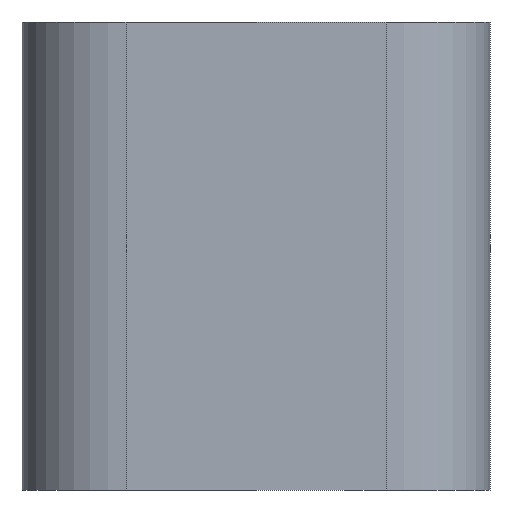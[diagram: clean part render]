
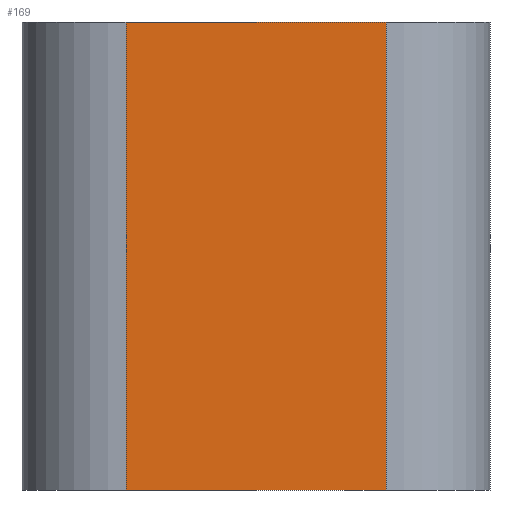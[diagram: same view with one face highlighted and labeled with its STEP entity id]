
A CAD part, front view. The second image highlights one B-rep face of the part: STEP entity #169.
In plain terms, the highlighted planar face has unit normal (0, -1, 0).
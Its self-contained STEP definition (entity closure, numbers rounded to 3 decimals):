
#9 = VECTOR ( 'NONE', #208, 1000. ) ;
#22 = LINE ( 'NONE', #264, #9 ) ;
#34 = VERTEX_POINT ( 'NONE', #184 ) ;
#50 = DIRECTION ( 'NONE',  ( 1., 0., 0. ) ) ;
#62 = EDGE_LOOP ( 'NONE', ( #423, #271, #410, #413 ) ) ;
#72 = CARTESIAN_POINT ( 'NONE',  ( -5., -4., 18. ) ) ;
#81 = VECTOR ( 'NONE', #50, 1000. ) ;
#85 = CARTESIAN_POINT ( 'NONE',  ( 5., -4., 0. ) ) ;
#99 = LINE ( 'NONE', #72, #81 ) ;
#122 = CARTESIAN_POINT ( 'NONE',  ( -5., -4., 18. ) ) ;
#124 = DIRECTION ( 'NONE',  ( 0., 0., -1. ) ) ;
#134 = FACE_OUTER_BOUND ( 'NONE', #62, .T. ) ;
#136 = CARTESIAN_POINT ( 'NONE',  ( 5., -4., 18. ) ) ;
#145 = CARTESIAN_POINT ( 'NONE',  ( -5., -4., 0. ) ) ;
#169 = ADVANCED_FACE ( 'NONE', ( #134 ), #282, .F. ) ;
#184 = CARTESIAN_POINT ( 'NONE',  ( -5., -4., 18. ) ) ;
#186 = CARTESIAN_POINT ( 'NONE',  ( 5., -4., 18. ) ) ;
#192 = VERTEX_POINT ( 'NONE', #145 ) ;
#199 = DIRECTION ( 'NONE',  ( -1., 0., 0. ) ) ;
#200 = DIRECTION ( 'NONE',  ( 0., 1., 0. ) ) ;
#208 = DIRECTION ( 'NONE',  ( 1., 0., 0. ) ) ;
#230 = DIRECTION ( 'NONE',  ( 0., 0., -1. ) ) ;
#247 = CARTESIAN_POINT ( 'NONE',  ( -5., -4., 18. ) ) ;
#264 = CARTESIAN_POINT ( 'NONE',  ( -5., -4., 0. ) ) ;
#271 = ORIENTED_EDGE ( 'NONE', *, *, #320, .F. ) ;
#282 = PLANE ( 'NONE',  #351 ) ;
#307 = EDGE_CURVE ( 'NONE', #34, #380, #99, .T. ) ;
#308 = VERTEX_POINT ( 'NONE', #85 ) ;
#317 = EDGE_CURVE ( 'NONE', #192, #308, #22, .T. ) ;
#320 = EDGE_CURVE ( 'NONE', #380, #308, #420, .T. ) ;
#324 = EDGE_CURVE ( 'NONE', #34, #192, #387, .T. ) ;
#351 = AXIS2_PLACEMENT_3D ( 'NONE', #247, #200, #199 ) ;
#376 = VECTOR ( 'NONE', #124, 1000. ) ;
#380 = VERTEX_POINT ( 'NONE', #136 ) ;
#387 = LINE ( 'NONE', #122, #376 ) ;
#410 = ORIENTED_EDGE ( 'NONE', *, *, #307, .F. ) ;
#411 = VECTOR ( 'NONE', #230, 1000. ) ;
#413 = ORIENTED_EDGE ( 'NONE', *, *, #324, .T. ) ;
#420 = LINE ( 'NONE', #186, #411 ) ;
#423 = ORIENTED_EDGE ( 'NONE', *, *, #317, .T. ) ;
